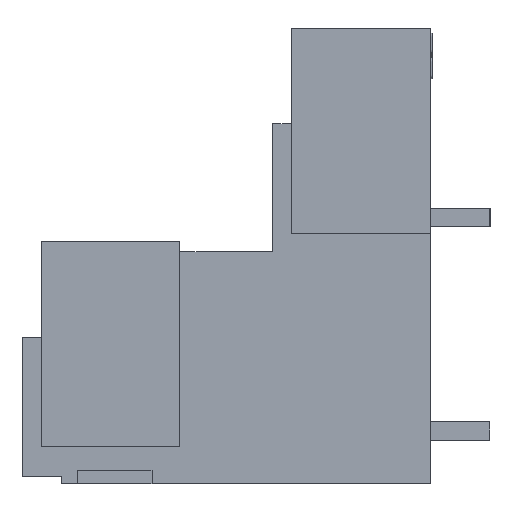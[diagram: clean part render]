
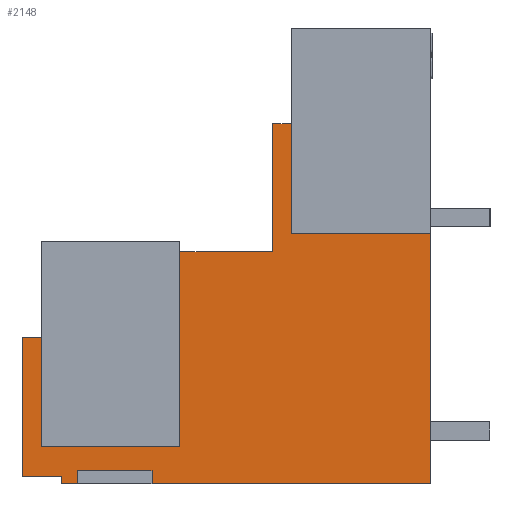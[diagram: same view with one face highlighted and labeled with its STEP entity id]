
A CAD part, left-side view. The second image highlights one B-rep face of the part: STEP entity #2148.
In plain terms, the highlighted planar face has unit normal (-1, 0, 0).
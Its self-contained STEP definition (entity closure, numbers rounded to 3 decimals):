
#2030=AXIS2_PLACEMENT_3D('Plane Axis2P3D',#2027,#2028,#2029) ;
#124=CARTESIAN_POINT('Vertex',(3.45,16.7,12.5)) ;
#127=CARTESIAN_POINT('Line Origine',(3.45,14.2,12.5)) ;
#131=CARTESIAN_POINT('Vertex',(3.45,11.7,12.5)) ;
#687=CARTESIAN_POINT('Line Origine',(3.45,24.175,4.95)) ;
#691=CARTESIAN_POINT('Vertex',(3.45,24.175,7.9)) ;
#693=CARTESIAN_POINT('Vertex',(3.45,24.175,2.)) ;
#1690=CARTESIAN_POINT('Line Origine',(3.45,20.438,2.)) ;
#1694=CARTESIAN_POINT('Vertex',(3.45,16.7,2.)) ;
#1766=CARTESIAN_POINT('Line Origine',(3.45,16.7,7.25)) ;
#2027=CARTESIAN_POINT('Axis2P3D Location',(3.45,3.2,0.4)) ;
#2032=CARTESIAN_POINT('Line Origine',(3.45,10.7,0.)) ;
#2036=CARTESIAN_POINT('Vertex',(3.45,18.2,0.)) ;
#2038=CARTESIAN_POINT('Vertex',(3.45,3.2,0.)) ;
#2041=CARTESIAN_POINT('Line Origine',(3.45,3.2,6.75)) ;
#2045=CARTESIAN_POINT('Vertex',(3.45,3.2,13.5)) ;
#2048=CARTESIAN_POINT('Line Origine',(3.45,6.95,13.5)) ;
#2052=CARTESIAN_POINT('Vertex',(3.45,10.7,13.5)) ;
#2055=CARTESIAN_POINT('Line Origine',(3.45,10.7,16.45)) ;
#2059=CARTESIAN_POINT('Vertex',(3.45,10.7,19.4)) ;
#2062=CARTESIAN_POINT('Line Origine',(3.45,11.2,19.4)) ;
#2066=CARTESIAN_POINT('Vertex',(3.45,11.7,19.4)) ;
#2069=CARTESIAN_POINT('Line Origine',(3.45,11.7,15.95)) ;
#2074=CARTESIAN_POINT('Line Origine',(3.45,24.687,7.9)) ;
#2078=CARTESIAN_POINT('Vertex',(3.45,25.2,7.9)) ;
#2081=CARTESIAN_POINT('Line Origine',(3.45,25.2,4.15)) ;
#2085=CARTESIAN_POINT('Vertex',(3.45,25.2,0.4)) ;
#2088=CARTESIAN_POINT('Line Origine',(3.45,24.145,0.4)) ;
#2092=CARTESIAN_POINT('Vertex',(3.45,23.09,0.4)) ;
#2095=CARTESIAN_POINT('Line Origine',(3.45,23.09,0.2)) ;
#2099=CARTESIAN_POINT('Vertex',(3.45,23.09,0.)) ;
#2102=CARTESIAN_POINT('Line Origine',(3.45,22.645,0.)) ;
#2106=CARTESIAN_POINT('Vertex',(3.45,22.2,0.)) ;
#2109=CARTESIAN_POINT('Line Origine',(3.45,22.2,0.35)) ;
#2113=CARTESIAN_POINT('Vertex',(3.45,22.2,0.7)) ;
#2116=CARTESIAN_POINT('Line Origine',(3.45,20.2,0.7)) ;
#2120=CARTESIAN_POINT('Vertex',(3.45,18.2,0.7)) ;
#2123=CARTESIAN_POINT('Line Origine',(3.45,18.2,0.35)) ;
#128=DIRECTION('Vector Direction',(0.,1.,0.)) ;
#688=DIRECTION('Vector Direction',(0.,0.,-1.)) ;
#1691=DIRECTION('Vector Direction',(0.,-1.,0.)) ;
#1767=DIRECTION('Vector Direction',(0.,0.,-1.)) ;
#2028=DIRECTION('Axis2P3D Direction',(-1.,0.,0.)) ;
#2029=DIRECTION('Axis2P3D XDirection',(0.,0.,-1.)) ;
#2033=DIRECTION('Vector Direction',(0.,-1.,0.)) ;
#2042=DIRECTION('Vector Direction',(0.,0.,1.)) ;
#2049=DIRECTION('Vector Direction',(0.,-1.,0.)) ;
#2056=DIRECTION('Vector Direction',(0.,0.,-1.)) ;
#2063=DIRECTION('Vector Direction',(0.,1.,0.)) ;
#2070=DIRECTION('Vector Direction',(0.,0.,-1.)) ;
#2075=DIRECTION('Vector Direction',(0.,1.,0.)) ;
#2082=DIRECTION('Vector Direction',(0.,0.,-1.)) ;
#2089=DIRECTION('Vector Direction',(0.,-1.,0.)) ;
#2096=DIRECTION('Vector Direction',(0.,0.,-1.)) ;
#2103=DIRECTION('Vector Direction',(0.,-1.,0.)) ;
#2110=DIRECTION('Vector Direction',(0.,0.,1.)) ;
#2117=DIRECTION('Vector Direction',(0.,-1.,0.)) ;
#2124=DIRECTION('Vector Direction',(0.,0.,1.)) ;
#129=VECTOR('Line Direction',#128,1.) ;
#689=VECTOR('Line Direction',#688,1.) ;
#1692=VECTOR('Line Direction',#1691,1.) ;
#1768=VECTOR('Line Direction',#1767,1.) ;
#2034=VECTOR('Line Direction',#2033,1.) ;
#2043=VECTOR('Line Direction',#2042,1.) ;
#2050=VECTOR('Line Direction',#2049,1.) ;
#2057=VECTOR('Line Direction',#2056,1.) ;
#2064=VECTOR('Line Direction',#2063,1.) ;
#2071=VECTOR('Line Direction',#2070,1.) ;
#2076=VECTOR('Line Direction',#2075,1.) ;
#2083=VECTOR('Line Direction',#2082,1.) ;
#2090=VECTOR('Line Direction',#2089,1.) ;
#2097=VECTOR('Line Direction',#2096,1.) ;
#2104=VECTOR('Line Direction',#2103,1.) ;
#2111=VECTOR('Line Direction',#2110,1.) ;
#2118=VECTOR('Line Direction',#2117,1.) ;
#2125=VECTOR('Line Direction',#2124,1.) ;
#2129=ORIENTED_EDGE('',*,*,#2040,.T.) ;
#2130=ORIENTED_EDGE('',*,*,#2047,.T.) ;
#2131=ORIENTED_EDGE('',*,*,#2054,.F.) ;
#2132=ORIENTED_EDGE('',*,*,#2061,.F.) ;
#2133=ORIENTED_EDGE('',*,*,#2068,.T.) ;
#2134=ORIENTED_EDGE('',*,*,#2073,.T.) ;
#2135=ORIENTED_EDGE('',*,*,#133,.T.) ;
#2136=ORIENTED_EDGE('',*,*,#1770,.T.) ;
#2137=ORIENTED_EDGE('',*,*,#1696,.F.) ;
#2138=ORIENTED_EDGE('',*,*,#695,.F.) ;
#2139=ORIENTED_EDGE('',*,*,#2080,.T.) ;
#2140=ORIENTED_EDGE('',*,*,#2087,.T.) ;
#2141=ORIENTED_EDGE('',*,*,#2094,.T.) ;
#2142=ORIENTED_EDGE('',*,*,#2101,.T.) ;
#2143=ORIENTED_EDGE('',*,*,#2108,.T.) ;
#2144=ORIENTED_EDGE('',*,*,#2115,.T.) ;
#2145=ORIENTED_EDGE('',*,*,#2122,.T.) ;
#2146=ORIENTED_EDGE('',*,*,#2127,.F.) ;
#2148=ADVANCED_FACE('HOUSING',(#2147),#2031,.T.) ;
#133=EDGE_CURVE('',#132,#125,#130,.T.) ;
#695=EDGE_CURVE('',#692,#694,#690,.T.) ;
#1696=EDGE_CURVE('',#694,#1695,#1693,.T.) ;
#1770=EDGE_CURVE('',#125,#1695,#1769,.T.) ;
#2040=EDGE_CURVE('',#2037,#2039,#2035,.T.) ;
#2047=EDGE_CURVE('',#2039,#2046,#2044,.T.) ;
#2054=EDGE_CURVE('',#2053,#2046,#2051,.T.) ;
#2061=EDGE_CURVE('',#2060,#2053,#2058,.T.) ;
#2068=EDGE_CURVE('',#2060,#2067,#2065,.T.) ;
#2073=EDGE_CURVE('',#2067,#132,#2072,.T.) ;
#2080=EDGE_CURVE('',#692,#2079,#2077,.T.) ;
#2087=EDGE_CURVE('',#2079,#2086,#2084,.T.) ;
#2094=EDGE_CURVE('',#2086,#2093,#2091,.T.) ;
#2101=EDGE_CURVE('',#2093,#2100,#2098,.T.) ;
#2108=EDGE_CURVE('',#2100,#2107,#2105,.T.) ;
#2115=EDGE_CURVE('',#2107,#2114,#2112,.T.) ;
#2122=EDGE_CURVE('',#2114,#2121,#2119,.T.) ;
#2127=EDGE_CURVE('',#2037,#2121,#2126,.T.) ;
#2128=EDGE_LOOP('',(#2129,#2130,#2131,#2132,#2133,#2134,#2135,#2136,#2137,#2138,#2139,#2140,#2141,#2142,#2143,#2144,#2145,#2146)) ;
#2147=FACE_OUTER_BOUND('',#2128,.T.) ;
#130=LINE('Line',#127,#129) ;
#690=LINE('Line',#687,#689) ;
#1693=LINE('Line',#1690,#1692) ;
#1769=LINE('Line',#1766,#1768) ;
#2035=LINE('Line',#2032,#2034) ;
#2044=LINE('Line',#2041,#2043) ;
#2051=LINE('Line',#2048,#2050) ;
#2058=LINE('Line',#2055,#2057) ;
#2065=LINE('Line',#2062,#2064) ;
#2072=LINE('Line',#2069,#2071) ;
#2077=LINE('Line',#2074,#2076) ;
#2084=LINE('Line',#2081,#2083) ;
#2091=LINE('Line',#2088,#2090) ;
#2098=LINE('Line',#2095,#2097) ;
#2105=LINE('Line',#2102,#2104) ;
#2112=LINE('Line',#2109,#2111) ;
#2119=LINE('Line',#2116,#2118) ;
#2126=LINE('Line',#2123,#2125) ;
#2031=PLANE('',#2030) ;
#125=VERTEX_POINT('',#124) ;
#132=VERTEX_POINT('',#131) ;
#692=VERTEX_POINT('',#691) ;
#694=VERTEX_POINT('',#693) ;
#1695=VERTEX_POINT('',#1694) ;
#2037=VERTEX_POINT('',#2036) ;
#2039=VERTEX_POINT('',#2038) ;
#2046=VERTEX_POINT('',#2045) ;
#2053=VERTEX_POINT('',#2052) ;
#2060=VERTEX_POINT('',#2059) ;
#2067=VERTEX_POINT('',#2066) ;
#2079=VERTEX_POINT('',#2078) ;
#2086=VERTEX_POINT('',#2085) ;
#2093=VERTEX_POINT('',#2092) ;
#2100=VERTEX_POINT('',#2099) ;
#2107=VERTEX_POINT('',#2106) ;
#2114=VERTEX_POINT('',#2113) ;
#2121=VERTEX_POINT('',#2120) ;
